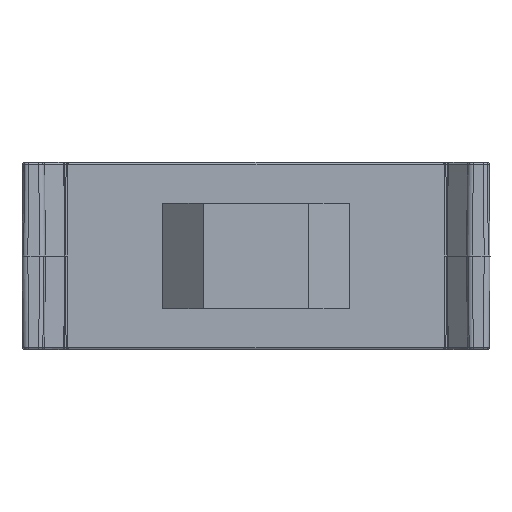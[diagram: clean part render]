
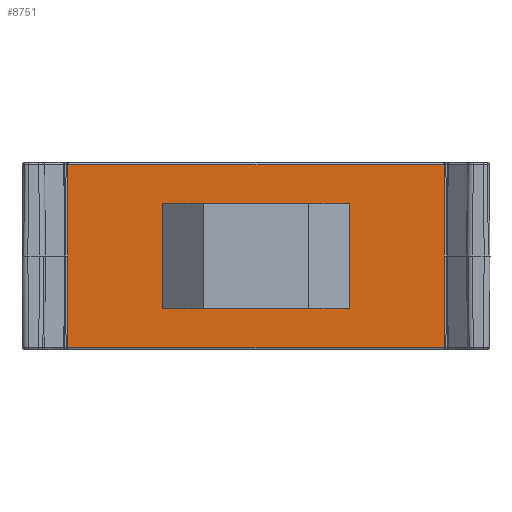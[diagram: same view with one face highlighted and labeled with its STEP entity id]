
A CAD part, front view. The second image highlights one B-rep face of the part: STEP entity #8751.
In plain terms, the highlighted planar face has unit normal (0, -1, 0).
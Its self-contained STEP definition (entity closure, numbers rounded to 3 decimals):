
#14 = ORIENTED_EDGE ( 'NONE', *, *, #6507, .T. ) ;
#242 = VECTOR ( 'NONE', #8833, 1000. ) ;
#246 = LINE ( 'NONE', #5693, #3128 ) ;
#264 = CARTESIAN_POINT ( 'NONE',  ( 0., 0., 0.5 ) ) ;
#374 = VECTOR ( 'NONE', #9029, 1000. ) ;
#390 = EDGE_CURVE ( 'NONE', #3367, #444, #9060, .T. ) ;
#444 = VERTEX_POINT ( 'NONE', #5158 ) ;
#705 = CIRCLE ( 'NONE', #7951, 5. ) ;
#931 = DIRECTION ( 'NONE',  ( 1., 0., 0. ) ) ;
#958 = VECTOR ( 'NONE', #4874, 1000. ) ;
#1005 = LINE ( 'NONE', #5698, #6442 ) ;
#1055 = CARTESIAN_POINT ( 'NONE',  ( 16.1, 0., 7.8 ) ) ;
#1060 = CARTESIAN_POINT ( 'NONE',  ( 0., 0., -4.5 ) ) ;
#1244 = LINE ( 'NONE', #4395, #8472 ) ;
#1252 = DIRECTION ( 'NONE',  ( 0., 0., -1. ) ) ;
#1320 = ORIENTED_EDGE ( 'NONE', *, *, #7357, .T. ) ;
#1359 = VERTEX_POINT ( 'NONE', #6418 ) ;
#1699 = ORIENTED_EDGE ( 'NONE', *, *, #2385, .T. ) ;
#1719 = LINE ( 'NONE', #1055, #958 ) ;
#1763 = DIRECTION ( 'NONE',  ( 0., 0., -1. ) ) ;
#1908 = DIRECTION ( 'NONE',  ( 0., 1., 0. ) ) ;
#1912 = VERTEX_POINT ( 'NONE', #4426 ) ;
#1938 = LINE ( 'NONE', #9815, #242 ) ;
#2320 = VECTOR ( 'NONE', #1252, 1000. ) ;
#2367 = PLANE ( 'NONE',  #10088 ) ;
#2385 = EDGE_CURVE ( 'NONE', #8496, #1912, #1005, .T. ) ;
#2465 = AXIS2_PLACEMENT_3D ( 'NONE', #7239, #1908, #2632 ) ;
#2632 = DIRECTION ( 'NONE',  ( 0., 0., 1. ) ) ;
#2646 = DIRECTION ( 'NONE',  ( 0., 0., -1. ) ) ;
#2910 = VERTEX_POINT ( 'NONE', #4938 ) ;
#3041 = VERTEX_POINT ( 'NONE', #4515 ) ;
#3128 = VECTOR ( 'NONE', #1763, 1000. ) ;
#3276 = DIRECTION ( 'NONE',  ( 0., 1., 0. ) ) ;
#3305 = EDGE_CURVE ( 'NONE', #3367, #7978, #1719, .T. ) ;
#3367 = VERTEX_POINT ( 'NONE', #9943 ) ;
#3466 = CARTESIAN_POINT ( 'NONE',  ( -16.1, 0., -7.8 ) ) ;
#3536 = LINE ( 'NONE', #6683, #374 ) ;
#3547 = DIRECTION ( 'NONE',  ( 0., 0., -1. ) ) ;
#3598 = CARTESIAN_POINT ( 'NONE',  ( -16.1, 0., 8. ) ) ;
#3618 = EDGE_CURVE ( 'NONE', #2910, #1359, #9725, .T. ) ;
#3756 = ORIENTED_EDGE ( 'NONE', *, *, #3305, .T. ) ;
#3769 = CARTESIAN_POINT ( 'NONE',  ( -16.1, 0., 0. ) ) ;
#3980 = FACE_OUTER_BOUND ( 'NONE', #9373, .T. ) ;
#4153 = ORIENTED_EDGE ( 'NONE', *, *, #10006, .F. ) ;
#4247 = DIRECTION ( 'NONE',  ( 0., 0., -1. ) ) ;
#4395 = CARTESIAN_POINT ( 'NONE',  ( 16.1, 0., 8. ) ) ;
#4426 = CARTESIAN_POINT ( 'NONE',  ( 16.1, 0., -7.8 ) ) ;
#4515 = CARTESIAN_POINT ( 'NONE',  ( -5., 0., 0.5 ) ) ;
#4752 = VECTOR ( 'NONE', #6746, 1000. ) ;
#4874 = DIRECTION ( 'NONE',  ( -1., 0., 0. ) ) ;
#4938 = CARTESIAN_POINT ( 'NONE',  ( 0., 0., 4.5 ) ) ;
#5158 = CARTESIAN_POINT ( 'NONE',  ( 16.1, 0., 0. ) ) ;
#5490 = VERTEX_POINT ( 'NONE', #1060 ) ;
#5565 = ORIENTED_EDGE ( 'NONE', *, *, #390, .F. ) ;
#5568 = VECTOR ( 'NONE', #2646, 1000. ) ;
#5677 = CARTESIAN_POINT ( 'NONE',  ( 5., 0., -0.5 ) ) ;
#5693 = CARTESIAN_POINT ( 'NONE',  ( -16.1, 0., 8. ) ) ;
#5698 = CARTESIAN_POINT ( 'NONE',  ( 16.1, 0., -7.8 ) ) ;
#5968 = CARTESIAN_POINT ( 'NONE',  ( -5., 0., 4.5 ) ) ;
#6121 = ORIENTED_EDGE ( 'NONE', *, *, #3618, .F. ) ;
#6290 = ORIENTED_EDGE ( 'NONE', *, *, #6981, .F. ) ;
#6418 = CARTESIAN_POINT ( 'NONE',  ( -5., 0., 4.5 ) ) ;
#6442 = VECTOR ( 'NONE', #8868, 1000. ) ;
#6507 = EDGE_CURVE ( 'NONE', #5490, #3041, #705, .T. ) ;
#6653 = EDGE_CURVE ( 'NONE', #5490, #8192, #3536, .T. ) ;
#6683 = CARTESIAN_POINT ( 'NONE',  ( 5., 0., -4.5 ) ) ;
#6746 = DIRECTION ( 'NONE',  ( -1., 0., 0. ) ) ;
#6981 = EDGE_CURVE ( 'NONE', #444, #1912, #1244, .T. ) ;
#7175 = FACE_BOUND ( 'NONE', #7287, .T. ) ;
#7239 = CARTESIAN_POINT ( 'NONE',  ( 0., 0., -0.5 ) ) ;
#7287 = EDGE_LOOP ( 'NONE', ( #8272, #10140, #7676, #14, #4153, #6121 ) ) ;
#7308 = VECTOR ( 'NONE', #3547, 1000. ) ;
#7357 = EDGE_CURVE ( 'NONE', #8673, #8496, #7581, .T. ) ;
#7511 = CARTESIAN_POINT ( 'NONE',  ( 5., 0., -4.5 ) ) ;
#7581 = LINE ( 'NONE', #3598, #7308 ) ;
#7674 = EDGE_CURVE ( 'NONE', #8192, #8786, #1938, .T. ) ;
#7676 = ORIENTED_EDGE ( 'NONE', *, *, #6653, .F. ) ;
#7951 = AXIS2_PLACEMENT_3D ( 'NONE', #264, #3276, #8104 ) ;
#7978 = VERTEX_POINT ( 'NONE', #8872 ) ;
#8104 = DIRECTION ( 'NONE',  ( 0., 0., 1. ) ) ;
#8192 = VERTEX_POINT ( 'NONE', #7511 ) ;
#8272 = ORIENTED_EDGE ( 'NONE', *, *, #10180, .T. ) ;
#8472 = VECTOR ( 'NONE', #4247, 1000. ) ;
#8475 = EDGE_CURVE ( 'NONE', #7978, #8673, #246, .T. ) ;
#8496 = VERTEX_POINT ( 'NONE', #3466 ) ;
#8673 = VERTEX_POINT ( 'NONE', #3769 ) ;
#8751 = ADVANCED_FACE ( 'NONE', ( #7175, #3980 ), #2367, .F. ) ;
#8786 = VERTEX_POINT ( 'NONE', #5677 ) ;
#8833 = DIRECTION ( 'NONE',  ( 0., 0., 1. ) ) ;
#8868 = DIRECTION ( 'NONE',  ( 1., 0., 0. ) ) ;
#8872 = CARTESIAN_POINT ( 'NONE',  ( -16.1, 0., 7.8 ) ) ;
#9029 = DIRECTION ( 'NONE',  ( 1., 0., 0. ) ) ;
#9060 = LINE ( 'NONE', #9794, #5568 ) ;
#9078 = LINE ( 'NONE', #5968, #2320 ) ;
#9184 = ORIENTED_EDGE ( 'NONE', *, *, #8475, .T. ) ;
#9373 = EDGE_LOOP ( 'NONE', ( #5565, #3756, #9184, #1320, #1699, #6290 ) ) ;
#9572 = CIRCLE ( 'NONE', #2465, 5. ) ;
#9626 = DIRECTION ( 'NONE',  ( 0., 1., 0. ) ) ;
#9675 = CARTESIAN_POINT ( 'NONE',  ( 16.1, 0., 8. ) ) ;
#9725 = LINE ( 'NONE', #9778, #4752 ) ;
#9778 = CARTESIAN_POINT ( 'NONE',  ( 5., 0., 4.5 ) ) ;
#9794 = CARTESIAN_POINT ( 'NONE',  ( 16.1, 0., 8. ) ) ;
#9815 = CARTESIAN_POINT ( 'NONE',  ( 5., 0., 4.5 ) ) ;
#9943 = CARTESIAN_POINT ( 'NONE',  ( 16.1, 0., 7.8 ) ) ;
#10006 = EDGE_CURVE ( 'NONE', #1359, #3041, #9078, .T. ) ;
#10088 = AXIS2_PLACEMENT_3D ( 'NONE', #9675, #9626, #931 ) ;
#10140 = ORIENTED_EDGE ( 'NONE', *, *, #7674, .F. ) ;
#10180 = EDGE_CURVE ( 'NONE', #2910, #8786, #9572, .T. ) ;
